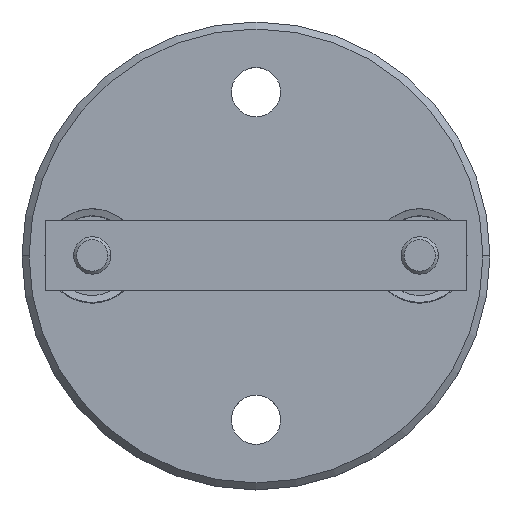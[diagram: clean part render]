
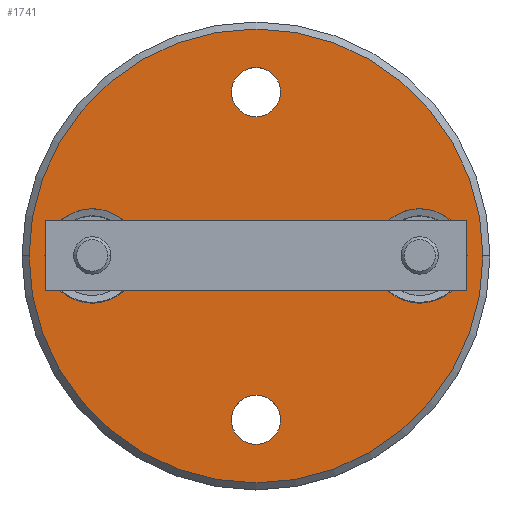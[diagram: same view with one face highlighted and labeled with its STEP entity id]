
A CAD part, top view. The second image highlights one B-rep face of the part: STEP entity #1741.
In plain terms, the highlighted planar face has unit normal (0, 0, 1).
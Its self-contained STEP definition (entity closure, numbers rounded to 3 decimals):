
#5 = DIRECTION ( 'NONE',  ( 0., 0., 1. ) ) ;
#15 = DIRECTION ( 'NONE',  ( 0., 0., 1. ) ) ;
#22 = CIRCLE ( 'NONE', #525, 10.1 ) ;
#44 = DIRECTION ( 'NONE',  ( 0., 0., 1. ) ) ;
#52 = CARTESIAN_POINT ( 'NONE',  ( 5.25, 35., 6. ) ) ;
#80 = CARTESIAN_POINT ( 'NONE',  ( -24.9, 0., 6. ) ) ;
#96 = PLANE ( 'NONE',  #1305 ) ;
#99 = CIRCLE ( 'NONE', #1455, 5.25 ) ;
#135 = VERTEX_POINT ( 'NONE', #1525 ) ;
#138 = ORIENTED_EDGE ( 'NONE', *, *, #1010, .F. ) ;
#141 = AXIS2_PLACEMENT_3D ( 'NONE', #1673, #15, #771 ) ;
#144 = EDGE_CURVE ( 'NONE', #177, #1633, #416, .T. ) ;
#177 = VERTEX_POINT ( 'NONE', #1150 ) ;
#202 = CARTESIAN_POINT ( 'NONE',  ( 35., 0., 6. ) ) ;
#213 = CARTESIAN_POINT ( 'NONE',  ( 24.9, 0., 6. ) ) ;
#218 = DIRECTION ( 'NONE',  ( 1., 0., 0. ) ) ;
#227 = DIRECTION ( 'NONE',  ( 1., 0., 0. ) ) ;
#254 = DIRECTION ( 'NONE',  ( 1., 0., 0. ) ) ;
#300 = DIRECTION ( 'NONE',  ( 0., 0., 1. ) ) ;
#345 = ORIENTED_EDGE ( 'NONE', *, *, #1235, .F. ) ;
#402 = DIRECTION ( 'NONE',  ( 0., 0., 1. ) ) ;
#411 = CARTESIAN_POINT ( 'NONE',  ( 35., 0., 6. ) ) ;
#416 = CIRCLE ( 'NONE', #602, 5.25 ) ;
#452 = CARTESIAN_POINT ( 'NONE',  ( -35., 0., 6. ) ) ;
#488 = ORIENTED_EDGE ( 'NONE', *, *, #144, .F. ) ;
#525 = AXIS2_PLACEMENT_3D ( 'NONE', #452, #44, #254 ) ;
#547 = EDGE_LOOP ( 'NONE', ( #488, #2199 ) ) ;
#602 = AXIS2_PLACEMENT_3D ( 'NONE', #1513, #1875, #1725 ) ;
#667 = DIRECTION ( 'NONE',  ( 0., 0., 1. ) ) ;
#669 = FACE_BOUND ( 'NONE', #1171, .T. ) ;
#685 = FACE_BOUND ( 'NONE', #1257, .T. ) ;
#699 = VERTEX_POINT ( 'NONE', #80 ) ;
#700 = ORIENTED_EDGE ( 'NONE', *, *, #2309, .T. ) ;
#706 = AXIS2_PLACEMENT_3D ( 'NONE', #1354, #402, #218 ) ;
#729 = CARTESIAN_POINT ( 'NONE',  ( -45.1, 0., 6. ) ) ;
#771 = DIRECTION ( 'NONE',  ( 1., 0., 0. ) ) ;
#788 = CIRCLE ( 'NONE', #1061, 10.1 ) ;
#834 = CARTESIAN_POINT ( 'NONE',  ( 0., 0., 6. ) ) ;
#920 = CIRCLE ( 'NONE', #1989, 5.25 ) ;
#938 = VERTEX_POINT ( 'NONE', #2368 ) ;
#950 = CIRCLE ( 'NONE', #1555, 10.1 ) ;
#1010 = EDGE_CURVE ( 'NONE', #1071, #1868, #1878, .T. ) ;
#1022 = DIRECTION ( 'NONE',  ( 1., 0., 0. ) ) ;
#1038 = EDGE_CURVE ( 'NONE', #1443, #1277, #920, .T. ) ;
#1045 = CARTESIAN_POINT ( 'NONE',  ( 45.1, 0., 6. ) ) ;
#1055 = FACE_BOUND ( 'NONE', #1102, .T. ) ;
#1061 = AXIS2_PLACEMENT_3D ( 'NONE', #1701, #1504, #227 ) ;
#1071 = VERTEX_POINT ( 'NONE', #213 ) ;
#1102 = EDGE_LOOP ( 'NONE', ( #345, #1408 ) ) ;
#1110 = EDGE_CURVE ( 'NONE', #135, #938, #2078, .T. ) ;
#1127 = ORIENTED_EDGE ( 'NONE', *, *, #2116, .F. ) ;
#1131 = ORIENTED_EDGE ( 'NONE', *, *, #1110, .T. ) ;
#1150 = CARTESIAN_POINT ( 'NONE',  ( 5.25, -35., 6. ) ) ;
#1171 = EDGE_LOOP ( 'NONE', ( #1637, #138 ) ) ;
#1209 = DIRECTION ( 'NONE',  ( 1., 0., 0. ) ) ;
#1229 = CARTESIAN_POINT ( 'NONE',  ( -5.25, 35., 6. ) ) ;
#1235 = EDGE_CURVE ( 'NONE', #699, #1367, #22, .T. ) ;
#1257 = EDGE_LOOP ( 'NONE', ( #1706, #1127 ) ) ;
#1272 = EDGE_CURVE ( 'NONE', #1633, #177, #99, .T. ) ;
#1277 = VERTEX_POINT ( 'NONE', #1229 ) ;
#1300 = DIRECTION ( 'NONE',  ( 1., 0., 0. ) ) ;
#1305 = AXIS2_PLACEMENT_3D ( 'NONE', #834, #2120, #1022 ) ;
#1354 = CARTESIAN_POINT ( 'NONE',  ( 0., 35., 6. ) ) ;
#1362 = DIRECTION ( 'NONE',  ( 1., 0., 0. ) ) ;
#1367 = VERTEX_POINT ( 'NONE', #729 ) ;
#1408 = ORIENTED_EDGE ( 'NONE', *, *, #2090, .F. ) ;
#1443 = VERTEX_POINT ( 'NONE', #52 ) ;
#1455 = AXIS2_PLACEMENT_3D ( 'NONE', #2170, #300, #2159 ) ;
#1504 = DIRECTION ( 'NONE',  ( 0., 0., 1. ) ) ;
#1513 = CARTESIAN_POINT ( 'NONE',  ( 0., -35., 6. ) ) ;
#1525 = CARTESIAN_POINT ( 'NONE',  ( -48.5, 0., 6. ) ) ;
#1555 = AXIS2_PLACEMENT_3D ( 'NONE', #411, #1906, #1362 ) ;
#1593 = CARTESIAN_POINT ( 'NONE',  ( 0., 0., 6. ) ) ;
#1597 = FACE_BOUND ( 'NONE', #547, .T. ) ;
#1633 = VERTEX_POINT ( 'NONE', #2019 ) ;
#1637 = ORIENTED_EDGE ( 'NONE', *, *, #2068, .F. ) ;
#1673 = CARTESIAN_POINT ( 'NONE',  ( 0., 0., 6. ) ) ;
#1701 = CARTESIAN_POINT ( 'NONE',  ( -35., 0., 6. ) ) ;
#1706 = ORIENTED_EDGE ( 'NONE', *, *, #1038, .F. ) ;
#1712 = AXIS2_PLACEMENT_3D ( 'NONE', #1593, #667, #1209 ) ;
#1725 = DIRECTION ( 'NONE',  ( 1., 0., 0. ) ) ;
#1741 = ADVANCED_FACE ( 'NONE', ( #669, #1055, #685, #1597, #2361 ), #96, .T. ) ;
#1866 = CIRCLE ( 'NONE', #706, 5.25 ) ;
#1868 = VERTEX_POINT ( 'NONE', #1045 ) ;
#1869 = DIRECTION ( 'NONE',  ( 0., 0., 1. ) ) ;
#1875 = DIRECTION ( 'NONE',  ( 0., 0., 1. ) ) ;
#1878 = CIRCLE ( 'NONE', #2403, 10.1 ) ;
#1906 = DIRECTION ( 'NONE',  ( 0., 0., 1. ) ) ;
#1943 = CIRCLE ( 'NONE', #1712, 48.5 ) ;
#1989 = AXIS2_PLACEMENT_3D ( 'NONE', #2058, #1869, #2048 ) ;
#2019 = CARTESIAN_POINT ( 'NONE',  ( -5.25, -35., 6. ) ) ;
#2048 = DIRECTION ( 'NONE',  ( 1., 0., 0. ) ) ;
#2058 = CARTESIAN_POINT ( 'NONE',  ( 0., 35., 6. ) ) ;
#2068 = EDGE_CURVE ( 'NONE', #1868, #1071, #950, .T. ) ;
#2078 = CIRCLE ( 'NONE', #141, 48.5 ) ;
#2090 = EDGE_CURVE ( 'NONE', #1367, #699, #788, .T. ) ;
#2116 = EDGE_CURVE ( 'NONE', #1277, #1443, #1866, .T. ) ;
#2120 = DIRECTION ( 'NONE',  ( 0., 0., 1. ) ) ;
#2159 = DIRECTION ( 'NONE',  ( 1., 0., 0. ) ) ;
#2170 = CARTESIAN_POINT ( 'NONE',  ( 0., -35., 6. ) ) ;
#2199 = ORIENTED_EDGE ( 'NONE', *, *, #1272, .F. ) ;
#2292 = EDGE_LOOP ( 'NONE', ( #1131, #700 ) ) ;
#2309 = EDGE_CURVE ( 'NONE', #938, #135, #1943, .T. ) ;
#2361 = FACE_OUTER_BOUND ( 'NONE', #2292, .T. ) ;
#2368 = CARTESIAN_POINT ( 'NONE',  ( 48.5, 0., 6. ) ) ;
#2403 = AXIS2_PLACEMENT_3D ( 'NONE', #202, #5, #1300 ) ;
